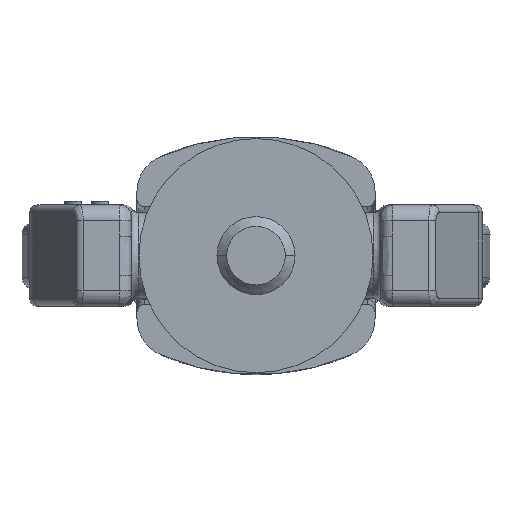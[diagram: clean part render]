
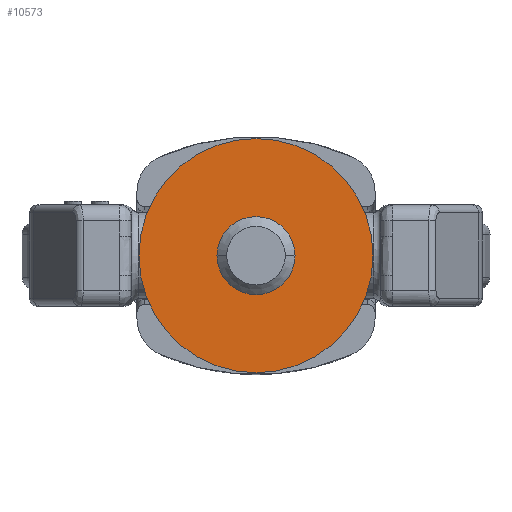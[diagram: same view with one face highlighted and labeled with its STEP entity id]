
A CAD part, front view. The second image highlights one B-rep face of the part: STEP entity #10573.
In plain terms, the highlighted planar face has unit normal (0, -1, 0).
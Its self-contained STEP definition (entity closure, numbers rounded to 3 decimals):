
#4707=CARTESIAN_POINT('',(0.,-5.25,0.));
#4708=DIRECTION('',(0.,1.,0.));
#4709=DIRECTION('',(1.,0.,0.));
#4710=AXIS2_PLACEMENT_3D('',#4707,#4708,#4709);
#4712=CARTESIAN_POINT('',(0.,-5.25,0.));
#4713=DIRECTION('',(0.,-1.,0.));
#4714=DIRECTION('',(1.,0.,0.));
#4715=AXIS2_PLACEMENT_3D('',#4712,#4713,#4714);
#4717=CARTESIAN_POINT('',(0.,-5.25,0.));
#4718=DIRECTION('',(0.,1.,0.));
#4719=DIRECTION('',(1.,0.,0.));
#4720=AXIS2_PLACEMENT_3D('',#4717,#4718,#4719);
#4722=CARTESIAN_POINT('',(0.,-5.25,0.));
#4723=DIRECTION('',(0.,1.,0.));
#4724=DIRECTION('',(-1.,0.,0.));
#4725=AXIS2_PLACEMENT_3D('',#4722,#4723,#4724);
#7907=CARTESIAN_POINT('',(15.,-5.25,0.));
#7909=VERTEX_POINT('',#7907);
#7919=CARTESIAN_POINT('',(-15.,-5.25,0.));
#7921=VERTEX_POINT('',#7919);
#7931=CARTESIAN_POINT('',(5.,-5.25,0.));
#7932=CARTESIAN_POINT('',(-5.,-5.25,0.));
#7933=VERTEX_POINT('',#7931);
#7934=VERTEX_POINT('',#7932);
#10558=CARTESIAN_POINT('',(0.,-5.25,0.));
#10559=DIRECTION('',(0.,-1.,0.));
#10560=DIRECTION('',(-1.,0.,0.));
#10561=AXIS2_PLACEMENT_3D('',#10558,#10559,#10560);
#10562=PLANE('31034',#10561);
#10563=ORIENTED_EDGE('31037',*,*,#10551,.F.);
#10564=ORIENTED_EDGE('31071',*,*,#10540,.T.);
#10565=EDGE_LOOP('31034',(#10563,#10564));
#10566=FACE_OUTER_BOUND('31034',#10565,.F.);
#10568=ORIENTED_EDGE('1107296267',*,*,#10567,.F.);
#10570=ORIENTED_EDGE('1107296268',*,*,#10569,.F.);
#10571=EDGE_LOOP('31034',(#10568,#10570));
#10572=FACE_BOUND('31034',#10571,.F.);
#4711=CIRCLE('31071',#4710,15.);
#4716=CIRCLE('31037',#4715,15.);
#4721=CIRCLE('1107296267',#4720,5.);
#4726=CIRCLE('1107296268',#4725,5.);
#10540=EDGE_CURVE('31071',#7909,#7921,#4711,.T.);
#10551=EDGE_CURVE('31037',#7909,#7921,#4716,.T.);
#10567=EDGE_CURVE('1107296267',#7933,#7934,#4721,.T.);
#10569=EDGE_CURVE('1107296268',#7934,#7933,#4726,.T.);
#10573=ADVANCED_FACE('31034',(#10566,#10572),#10562,.T.);
